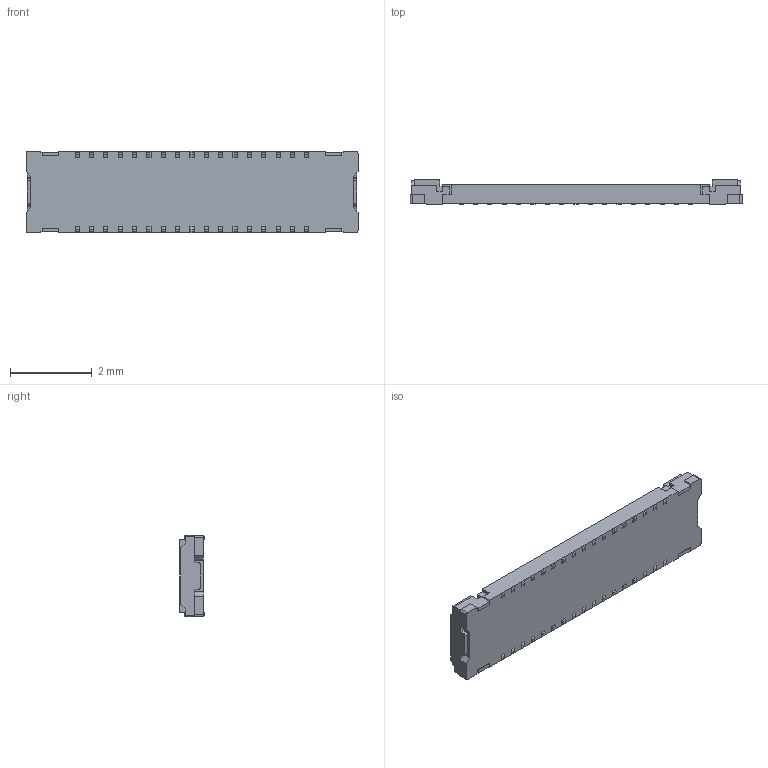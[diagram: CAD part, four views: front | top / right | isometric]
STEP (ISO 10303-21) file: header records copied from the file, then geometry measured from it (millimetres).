
FILE_DESCRIPTION((''),'2;1');
FILE_NAME('5046183410','2015-03-24T',('me'),(''),'PRO/ENGINEER BY PARAMETRIC TECHNOLOGY CORPORATION, 2011490','PRO/ENGINEER BY PARAMETRIC TECHNOLOGY CORPORATION, 2011490','');
FILE_SCHEMA(('CONFIG_CONTROL_DESIGN'));
Length unit declared in the file: millimetre
Products named in the file (1): 5046183410
Bounding box: 8.1 x 0.6 x 2 mm (x, y, z)
Volume: 5.8 mm3; surface area: 55.5 mm2
Topology: 1 solids, 1 shells, 585 faces, 1416 edges, 936 vertices
Faces by surface type: plane 471, cylinder 114
Entity records: 16948 total; most frequent: CARTESIAN_POINT 2938, ORIENTED_EDGE 2832, DIRECTION 2816, EDGE_CURVE 1416, VECTOR 1188, LINE 1188, VERTEX_POINT 936, AXIS2_PLACEMENT_3D 814
